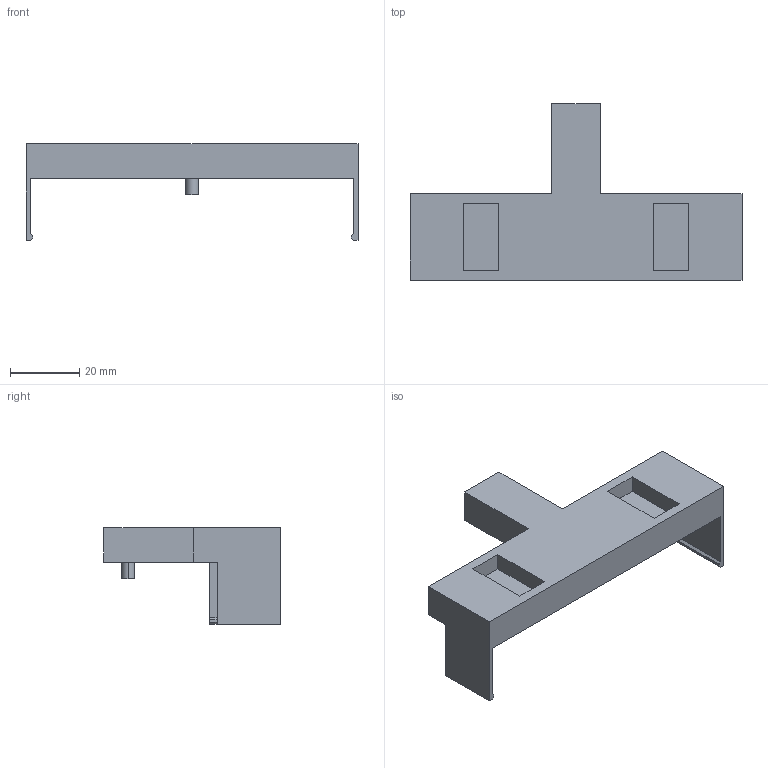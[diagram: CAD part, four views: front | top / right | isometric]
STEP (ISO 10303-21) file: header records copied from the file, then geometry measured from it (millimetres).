
FILE_DESCRIPTION (( 'STEP AP203' ), '1' );
FILE_NAME ('SnapClip.STEP', '2026-02-15T00:36:04', ( '' ), ( '' ), 'SwSTEP 2.0', 'SolidWorks 2025', '' );
FILE_SCHEMA (( 'CONFIG_CONTROL_DESIGN' ));
Length unit declared in the file: millimetre
Products named in the file (1): SnapClip
Bounding box: 96 x 51 x 28 mm (x, y, z)
Volume: 26654.5 mm3; surface area: 10620.8 mm2
Topology: 1 solids, 1 shells, 35 faces, 90 edges, 60 vertices
Faces by surface type: plane 33, cylinder 2
Entity records: 1125 total; most frequent: CARTESIAN_POINT 186, ORIENTED_EDGE 180, DIRECTION 166, EDGE_CURVE 90, LINE 86, VECTOR 86, VERTEX_POINT 60, AXIS2_PLACEMENT_3D 40
